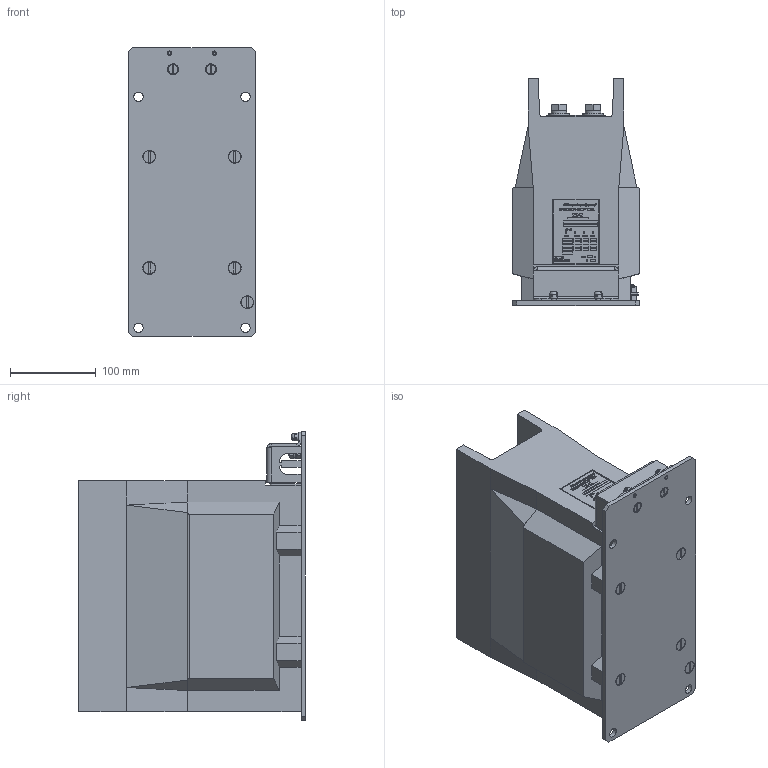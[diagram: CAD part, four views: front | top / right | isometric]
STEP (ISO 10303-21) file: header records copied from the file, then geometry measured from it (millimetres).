
FILE_DESCRIPTION(('STEP AP214'), '1');
FILE_NAME('ﾈﾁﾋﾒ.671213.019-01-36 ﾒﾋﾊ-10-4ﾌ1 (2000ﾀ)', '2023-06-20T07:48:51', ('UNSPECIFIED'), ('UNSPECIFIED'), 'ASCON STEP Converter 1.3', 'ASCON Math Kernel', '');
FILE_SCHEMA(('AUTOMOTIVE_DESIGN { 1 0 10303 214 3 1 1}'));
Length unit declared in the file: millimetre
Products named in the file (22): 屡扔.758472.007-01; àðò.445742042; ﾂﾅﾈﾓ.757465.007ﾀ-01; 屡扔.733411.007; 屡扔.735314.027
Assembly tree (72 placements, depth 3):
  (unnamed)
    (unnamed)
      (unnamed)
      屡扔.758472.007-01  x4
      àðò.445742042  x4
      ﾂﾅﾈﾓ.757465.007ﾀ-01  x2
    屡扔.733411.007
    (unnamed)  x4
    (unnamed)
    (unnamed)  x2
    (unnamed)  x2
    (unnamed)  x2
    (unnamed)  x4
    (unnamed)  x8
    (unnamed)  x4
    (unnamed)  x4
    (unnamed)  x8
    (unnamed)  x8
    (unnamed)  x8
    屡扔.735314.027
    (unnamed)  x2
    (unnamed)
Bounding box: 148 x 265 x 337.5 mm (x, y, z)
Volume: 8309248.2 mm3; surface area: 548818 mm2
Topology: 71 solids, 71 shells, 6566 faces, 18275 edges, 12070 vertices
Faces by surface type: plane 4114, cylinder 2249, cone 137, torus 50, bspline 8, sphere 8
Full cylindrical faces by diameter (mm): 2 x8, 3 x8, 4.14 x2, 4.917 x8, 5 x2, 6 x6, 6.4 x8, 6.64 x4, 6.647 x2, 7 x2, 8 x5, 8.4 x2, 9 x7, 10.109 x8, 10.5 x4, 10.8 x4, 11 x4, 12 x32, 13 x16, 14 x4, 16 x2, 20 x2, 24 x8
Entity records: 249078 total; most frequent: CARTESIAN_POINT 37327, ORIENTED_EDGE 34112, DIRECTION 33462, EDGE_CURVE 17056, LINE 12702, VECTOR 12702, VERTEX_POINT 11396, AXIS2_PLACEMENT_3D 10380
